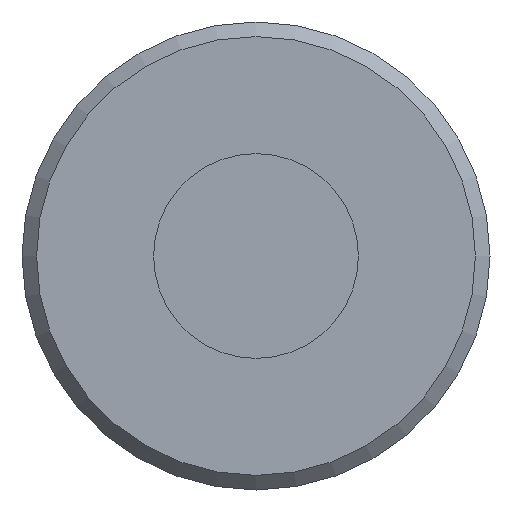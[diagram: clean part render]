
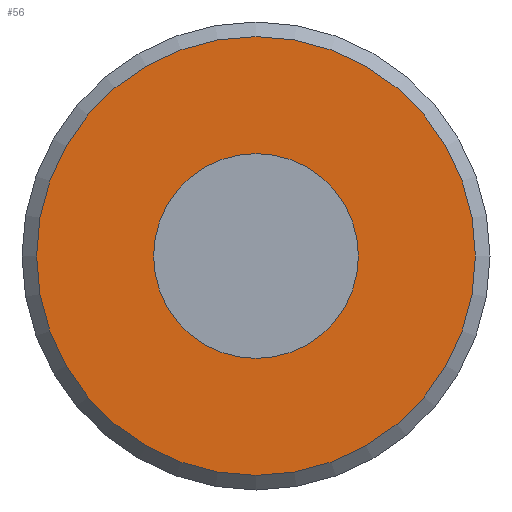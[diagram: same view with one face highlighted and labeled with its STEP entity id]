
A CAD part, front view. The second image highlights one B-rep face of the part: STEP entity #56.
In plain terms, the highlighted planar face has unit normal (0, -1, 0).
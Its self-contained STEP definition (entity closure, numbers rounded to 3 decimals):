
#56 = ADVANCED_FACE( '', ( #123, #124 ), #125, .F. );
#123 = FACE_BOUND( '', #202, .T. );
#124 = FACE_OUTER_BOUND( '', #203, .T. );
#125 = PLANE( '', #204 );
#202 = EDGE_LOOP( '', ( #289 ) );
#203 = EDGE_LOOP( '', ( #290 ) );
#204 = AXIS2_PLACEMENT_3D( '', #291, #292, #293 );
#289 = ORIENTED_EDGE( '', *, *, #355, .F. );
#290 = ORIENTED_EDGE( '', *, *, #373, .T. );
#291 = CARTESIAN_POINT( '', ( 15., 0., 0. ) );
#292 = DIRECTION( '', ( 0., 1., 0. ) );
#293 = DIRECTION( '', ( 0., 0., 1. ) );
#355 = EDGE_CURVE( '', #392, #392, #393, .T. );
#373 = EDGE_CURVE( '', #421, #421, #422, .T. );
#392 = VERTEX_POINT( '', #444 );
#393 = CIRCLE( '', #445, 7. );
#421 = VERTEX_POINT( '', #473 );
#422 = CIRCLE( '', #474, 15. );
#444 = CARTESIAN_POINT( '', ( 0., 0., -7. ) );
#445 = AXIS2_PLACEMENT_3D( '', #495, #496, #497 );
#473 = CARTESIAN_POINT( '', ( 0., 0., -15. ) );
#474 = AXIS2_PLACEMENT_3D( '', #528, #529, #530 );
#495 = CARTESIAN_POINT( '', ( 0., 0., 0. ) );
#496 = DIRECTION( '', ( 0., -1., 0. ) );
#497 = DIRECTION( '', ( 0., 0., -1. ) );
#528 = CARTESIAN_POINT( '', ( 0., 0., 0. ) );
#529 = DIRECTION( '', ( 0., -1., 0. ) );
#530 = DIRECTION( '', ( 0., 0., -1. ) );
